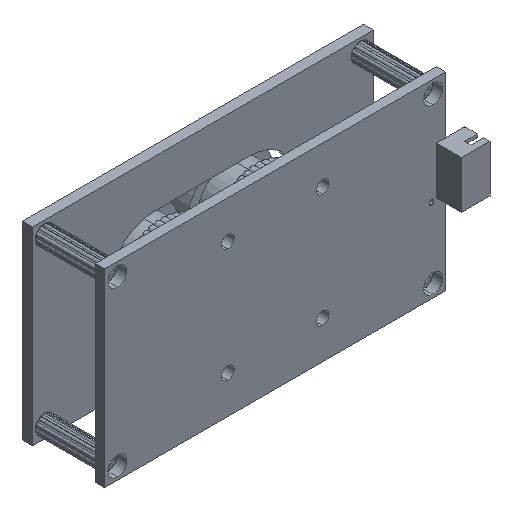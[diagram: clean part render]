
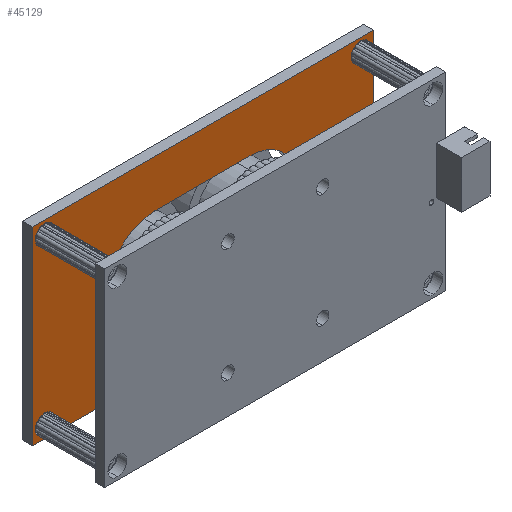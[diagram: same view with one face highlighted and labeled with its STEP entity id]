
A CAD part, isometric view. The second image highlights one B-rep face of the part: STEP entity #45129.
In plain terms, the highlighted planar face has unit normal (0, -1, 0).
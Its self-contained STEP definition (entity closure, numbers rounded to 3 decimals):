
#96 = CARTESIAN_POINT ( 'NONE',  ( 25., 0., -11.5 ) ) ;
#285 = VERTEX_POINT ( 'NONE', #12679 ) ;
#607 = VERTEX_POINT ( 'NONE', #32721 ) ;
#679 = ORIENTED_EDGE ( 'NONE', *, *, #14637, .F. ) ;
#926 = EDGE_CURVE ( 'NONE', #11521, #44705, #5691, .T. ) ;
#2356 = CARTESIAN_POINT ( 'NONE',  ( 25., 0., -14.5 ) ) ;
#2621 = VERTEX_POINT ( 'NONE', #16095 ) ;
#3012 = CIRCLE ( 'NONE', #24577, 1.5 ) ;
#3312 = LINE ( 'NONE', #29366, #6932 ) ;
#3565 = VERTEX_POINT ( 'NONE', #96 ) ;
#3741 = CARTESIAN_POINT ( 'NONE',  ( -25., 0., 11.5 ) ) ;
#3762 = CIRCLE ( 'NONE', #10198, 7.5 ) ;
#4263 = CARTESIAN_POINT ( 'NONE',  ( -25., 0., 13. ) ) ;
#4413 = EDGE_CURVE ( 'NONE', #3565, #19352, #3012, .T. ) ;
#4436 = AXIS2_PLACEMENT_3D ( 'NONE', #37962, #34222, #22214 ) ;
#4504 = EDGE_CURVE ( 'NONE', #23872, #607, #39023, .T. ) ;
#4624 = VECTOR ( 'NONE', #9174, 1000. ) ;
#4698 = ORIENTED_EDGE ( 'NONE', *, *, #4413, .T. ) ;
#5137 = ORIENTED_EDGE ( 'NONE', *, *, #29289, .F. ) ;
#5374 = CIRCLE ( 'NONE', #14185, 1.5 ) ;
#5440 = EDGE_CURVE ( 'NONE', #285, #30388, #3762, .T. ) ;
#5691 = CIRCLE ( 'NONE', #40042, 1.5 ) ;
#6032 = ORIENTED_EDGE ( 'NONE', *, *, #17650, .F. ) ;
#6077 = CARTESIAN_POINT ( 'NONE',  ( 0., 0., 0. ) ) ;
#6176 = CARTESIAN_POINT ( 'NONE',  ( -7.5, 0., 7.5 ) ) ;
#6544 = AXIS2_PLACEMENT_3D ( 'NONE', #6077, #18086, #44385 ) ;
#6561 = DIRECTION ( 'NONE',  ( 0., 1., 0. ) ) ;
#6604 = DIRECTION ( 'NONE',  ( -1., 0., 0. ) ) ;
#6782 = CARTESIAN_POINT ( 'NONE',  ( 25., 0., -13. ) ) ;
#6932 = VECTOR ( 'NONE', #6604, 1000. ) ;
#7526 = DIRECTION ( 'NONE',  ( 0., 1., 0. ) ) ;
#7708 = VECTOR ( 'NONE', #32362, 1000. ) ;
#7748 = ORIENTED_EDGE ( 'NONE', *, *, #5440, .F. ) ;
#8280 = DIRECTION ( 'NONE',  ( 0., 1., 0. ) ) ;
#8387 = VERTEX_POINT ( 'NONE', #19024 ) ;
#8973 = LINE ( 'NONE', #24195, #36422 ) ;
#9174 = DIRECTION ( 'NONE',  ( 0., 0., 1. ) ) ;
#9545 = ORIENTED_EDGE ( 'NONE', *, *, #45154, .F. ) ;
#10198 = AXIS2_PLACEMENT_3D ( 'NONE', #22003, #44794, #37262 ) ;
#10366 = CARTESIAN_POINT ( 'NONE',  ( 27., 0., 15. ) ) ;
#10795 = CIRCLE ( 'NONE', #38768, 1.5 ) ;
#10821 = FACE_BOUND ( 'NONE', #26075, .T. ) ;
#11045 = DIRECTION ( 'NONE',  ( 0., 0., -1. ) ) ;
#11342 = VERTEX_POINT ( 'NONE', #48758 ) ;
#11521 = VERTEX_POINT ( 'NONE', #14175 ) ;
#12058 = LINE ( 'NONE', #19124, #34204 ) ;
#12679 = CARTESIAN_POINT ( 'NONE',  ( 7.5, 0., -7.5 ) ) ;
#13158 = CARTESIAN_POINT ( 'NONE',  ( -27., 0., 15. ) ) ;
#13384 = CARTESIAN_POINT ( 'NONE',  ( 27., 0., 15. ) ) ;
#13673 = CIRCLE ( 'NONE', #16052, 1.5 ) ;
#13844 = FACE_BOUND ( 'NONE', #47021, .T. ) ;
#14175 = CARTESIAN_POINT ( 'NONE',  ( -25., 0., -11.5 ) ) ;
#14185 = AXIS2_PLACEMENT_3D ( 'NONE', #18881, #41672, #22396 ) ;
#14637 = EDGE_CURVE ( 'NONE', #11342, #29723, #8973, .T. ) ;
#14819 = DIRECTION ( 'NONE',  ( 1., 0., 0. ) ) ;
#14995 = EDGE_CURVE ( 'NONE', #44705, #11521, #19644, .T. ) ;
#15124 = EDGE_LOOP ( 'NONE', ( #49150, #29339 ) ) ;
#15189 = ORIENTED_EDGE ( 'NONE', *, *, #40685, .T. ) ;
#15414 = DIRECTION ( 'NONE',  ( 0., 0., 1. ) ) ;
#15819 = AXIS2_PLACEMENT_3D ( 'NONE', #42780, #8280, #38805 ) ;
#16052 = AXIS2_PLACEMENT_3D ( 'NONE', #34921, #42201, #27900 ) ;
#16095 = CARTESIAN_POINT ( 'NONE',  ( -7.5, 0., -7.5 ) ) ;
#16234 = ORIENTED_EDGE ( 'NONE', *, *, #37450, .T. ) ;
#17604 = LINE ( 'NONE', #37366, #45709 ) ;
#17650 = EDGE_CURVE ( 'NONE', #30388, #18115, #3312, .T. ) ;
#18086 = DIRECTION ( 'NONE',  ( 0., -1., 0. ) ) ;
#18115 = VERTEX_POINT ( 'NONE', #6176 ) ;
#18213 = CARTESIAN_POINT ( 'NONE',  ( -7.5, 0., 0. ) ) ;
#18881 = CARTESIAN_POINT ( 'NONE',  ( -25., 0., 13. ) ) ;
#19024 = CARTESIAN_POINT ( 'NONE',  ( -27., 0., 15. ) ) ;
#19124 = CARTESIAN_POINT ( 'NONE',  ( 0., 0., -7.5 ) ) ;
#19352 = VERTEX_POINT ( 'NONE', #2356 ) ;
#19566 = DIRECTION ( 'NONE',  ( 0., 0., -1. ) ) ;
#19644 = CIRCLE ( 'NONE', #4436, 1.5 ) ;
#22003 = CARTESIAN_POINT ( 'NONE',  ( 7.5, 0., 0. ) ) ;
#22214 = DIRECTION ( 'NONE',  ( 0., 0., 1. ) ) ;
#22227 = AXIS2_PLACEMENT_3D ( 'NONE', #18213, #36980, #25699 ) ;
#22396 = DIRECTION ( 'NONE',  ( 0., 0., -1. ) ) ;
#23336 = EDGE_CURVE ( 'NONE', #607, #23872, #10795, .T. ) ;
#23387 = CARTESIAN_POINT ( 'NONE',  ( -25., 0., -13. ) ) ;
#23872 = VERTEX_POINT ( 'NONE', #45230 ) ;
#24195 = CARTESIAN_POINT ( 'NONE',  ( -27., 0., -15. ) ) ;
#24343 = ORIENTED_EDGE ( 'NONE', *, *, #926, .T. ) ;
#24577 = AXIS2_PLACEMENT_3D ( 'NONE', #6782, #6561, #11045 ) ;
#25078 = PLANE ( 'NONE',  #6544 ) ;
#25178 = CIRCLE ( 'NONE', #46811, 1.5 ) ;
#25699 = DIRECTION ( 'NONE',  ( 0., 0., -1. ) ) ;
#25982 = VERTEX_POINT ( 'NONE', #13384 ) ;
#26075 = EDGE_LOOP ( 'NONE', ( #24343, #48403 ) ) ;
#26510 = EDGE_LOOP ( 'NONE', ( #49474, #15189 ) ) ;
#27239 = DIRECTION ( 'NONE',  ( -1., 0., 0. ) ) ;
#27293 = DIRECTION ( 'NONE',  ( 0., 1., 0. ) ) ;
#27900 = DIRECTION ( 'NONE',  ( 0., 0., -1. ) ) ;
#28946 = ORIENTED_EDGE ( 'NONE', *, *, #33254, .F. ) ;
#29289 = EDGE_CURVE ( 'NONE', #2621, #285, #12058, .T. ) ;
#29339 = ORIENTED_EDGE ( 'NONE', *, *, #4504, .T. ) ;
#29366 = CARTESIAN_POINT ( 'NONE',  ( 0., 0., 7.5 ) ) ;
#29500 = CARTESIAN_POINT ( 'NONE',  ( -27., 0., -15. ) ) ;
#29565 = CARTESIAN_POINT ( 'NONE',  ( 25., 0., 13. ) ) ;
#29723 = VERTEX_POINT ( 'NONE', #29500 ) ;
#30212 = CIRCLE ( 'NONE', #22227, 7.5 ) ;
#30388 = VERTEX_POINT ( 'NONE', #47661 ) ;
#32362 = DIRECTION ( 'NONE',  ( 0., 0., -1. ) ) ;
#32721 = CARTESIAN_POINT ( 'NONE',  ( 25., 0., 14.5 ) ) ;
#33254 = EDGE_CURVE ( 'NONE', #29723, #8387, #42970, .T. ) ;
#33675 = EDGE_LOOP ( 'NONE', ( #49363, #9545, #28946, #679 ) ) ;
#33925 = VERTEX_POINT ( 'NONE', #3741 ) ;
#34204 = VECTOR ( 'NONE', #14819, 1000. ) ;
#34222 = DIRECTION ( 'NONE',  ( 0., 1., 0. ) ) ;
#34921 = CARTESIAN_POINT ( 'NONE',  ( 25., 0., -13. ) ) ;
#36422 = VECTOR ( 'NONE', #27239, 1000. ) ;
#36980 = DIRECTION ( 'NONE',  ( 0., -1., 0. ) ) ;
#37262 = DIRECTION ( 'NONE',  ( 0., 0., -1. ) ) ;
#37366 = CARTESIAN_POINT ( 'NONE',  ( -27., 0., 15. ) ) ;
#37450 = EDGE_CURVE ( 'NONE', #19352, #3565, #13673, .T. ) ;
#37962 = CARTESIAN_POINT ( 'NONE',  ( -25., 0., -13. ) ) ;
#38744 = EDGE_CURVE ( 'NONE', #47494, #33925, #25178, .T. ) ;
#38768 = AXIS2_PLACEMENT_3D ( 'NONE', #29565, #7526, #45097 ) ;
#38805 = DIRECTION ( 'NONE',  ( 0., 0., 1. ) ) ;
#39023 = CIRCLE ( 'NONE', #15819, 1.5 ) ;
#40042 = AXIS2_PLACEMENT_3D ( 'NONE', #23387, #41959, #15414 ) ;
#40183 = EDGE_CURVE ( 'NONE', #25982, #11342, #44667, .T. ) ;
#40354 = FACE_BOUND ( 'NONE', #26510, .T. ) ;
#40685 = EDGE_CURVE ( 'NONE', #33925, #47494, #5374, .T. ) ;
#40868 = FACE_BOUND ( 'NONE', #15124, .T. ) ;
#40990 = ORIENTED_EDGE ( 'NONE', *, *, #41219, .F. ) ;
#41219 = EDGE_CURVE ( 'NONE', #18115, #2621, #30212, .T. ) ;
#41672 = DIRECTION ( 'NONE',  ( 0., 1., 0. ) ) ;
#41959 = DIRECTION ( 'NONE',  ( 0., 1., 0. ) ) ;
#42201 = DIRECTION ( 'NONE',  ( 0., 1., 0. ) ) ;
#42780 = CARTESIAN_POINT ( 'NONE',  ( 25., 0., 13. ) ) ;
#42970 = LINE ( 'NONE', #13158, #4624 ) ;
#43016 = CARTESIAN_POINT ( 'NONE',  ( -25., 0., -14.5 ) ) ;
#43781 = CARTESIAN_POINT ( 'NONE',  ( -25., 0., 14.5 ) ) ;
#44385 = DIRECTION ( 'NONE',  ( 0., 0., -1. ) ) ;
#44648 = FACE_OUTER_BOUND ( 'NONE', #33675, .T. ) ;
#44667 = LINE ( 'NONE', #10366, #7708 ) ;
#44705 = VERTEX_POINT ( 'NONE', #43016 ) ;
#44794 = DIRECTION ( 'NONE',  ( 0., -1., 0. ) ) ;
#45038 = EDGE_LOOP ( 'NONE', ( #40990, #6032, #7748, #5137 ) ) ;
#45097 = DIRECTION ( 'NONE',  ( 0., 0., 1. ) ) ;
#45129 = ADVANCED_FACE ( 'NONE', ( #48398, #40354, #13844, #40868, #10821, #44648 ), #25078, .T. ) ;
#45154 = EDGE_CURVE ( 'NONE', #8387, #25982, #17604, .T. ) ;
#45230 = CARTESIAN_POINT ( 'NONE',  ( 25., 0., 11.5 ) ) ;
#45709 = VECTOR ( 'NONE', #48157, 1000. ) ;
#46811 = AXIS2_PLACEMENT_3D ( 'NONE', #4263, #27293, #19566 ) ;
#47021 = EDGE_LOOP ( 'NONE', ( #4698, #16234 ) ) ;
#47494 = VERTEX_POINT ( 'NONE', #43781 ) ;
#47661 = CARTESIAN_POINT ( 'NONE',  ( 7.5, 0., 7.5 ) ) ;
#48157 = DIRECTION ( 'NONE',  ( 1., 0., 0. ) ) ;
#48398 = FACE_BOUND ( 'NONE', #45038, .T. ) ;
#48403 = ORIENTED_EDGE ( 'NONE', *, *, #14995, .T. ) ;
#48758 = CARTESIAN_POINT ( 'NONE',  ( 27., 0., -15. ) ) ;
#49150 = ORIENTED_EDGE ( 'NONE', *, *, #23336, .T. ) ;
#49363 = ORIENTED_EDGE ( 'NONE', *, *, #40183, .F. ) ;
#49474 = ORIENTED_EDGE ( 'NONE', *, *, #38744, .T. ) ;
